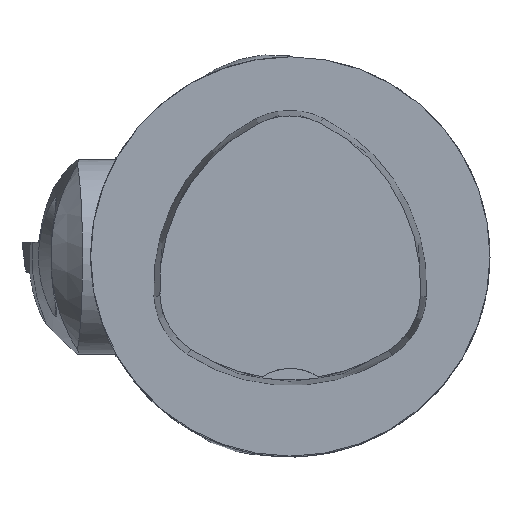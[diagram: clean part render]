
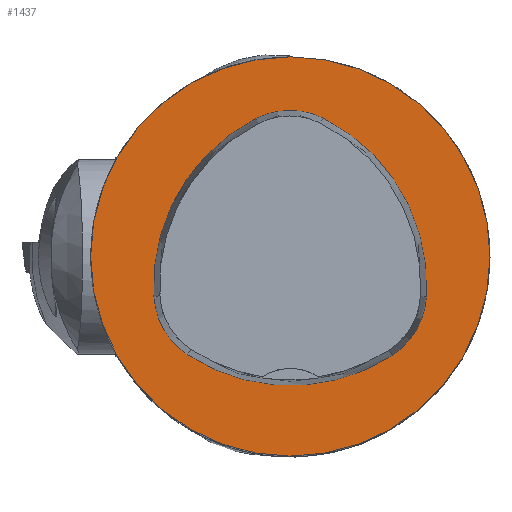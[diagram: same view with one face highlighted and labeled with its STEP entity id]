
A CAD part, top view. The second image highlights one B-rep face of the part: STEP entity #1437.
In plain terms, the highlighted planar face has unit normal (0, 0, 1).
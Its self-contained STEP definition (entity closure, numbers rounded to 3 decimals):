
#1052=PLANE('',#8363);
#1437=ADVANCED_FACE('',(#1917,#1918),#1052,.T.);
#1917=FACE_BOUND('',#2335,.T.);
#1918=FACE_BOUND('',#2336,.T.);
#2335=EDGE_LOOP('',(#5485,#5486,#5487,#5488,#5489,#5490));
#2336=EDGE_LOOP('',(#5491));
#5485=ORIENTED_EDGE('',*,*,#7491,.T.);
#5486=ORIENTED_EDGE('',*,*,#7471,.T.);
#5487=ORIENTED_EDGE('',*,*,#7475,.T.);
#5488=ORIENTED_EDGE('',*,*,#7478,.T.);
#5489=ORIENTED_EDGE('',*,*,#7481,.T.);
#5490=ORIENTED_EDGE('',*,*,#7489,.T.);
#5491=ORIENTED_EDGE('',*,*,#6578,.F.);
#5832=VERTEX_POINT('',#10698);
#6432=VERTEX_POINT('',#13355);
#6433=VERTEX_POINT('',#13356);
#6436=VERTEX_POINT('',#13364);
#6438=VERTEX_POINT('',#13370);
#6440=VERTEX_POINT('',#13376);
#6447=VERTEX_POINT('',#13397);
#6578=EDGE_CURVE('',#5832,#5832,#7641,.T.);
#7471=EDGE_CURVE('',#6432,#6433,#7787,.T.);
#7475=EDGE_CURVE('',#6433,#6436,#7789,.T.);
#7478=EDGE_CURVE('',#6436,#6438,#7791,.T.);
#7481=EDGE_CURVE('',#6438,#6440,#7793,.T.);
#7489=EDGE_CURVE('',#6440,#6447,#7797,.T.);
#7491=EDGE_CURVE('',#6447,#6432,#7799,.T.);
#7641=CIRCLE('',#7860,16.);
#7787=CIRCLE('',#8340,15.);
#7789=CIRCLE('',#8343,6.);
#7791=CIRCLE('',#8346,15.);
#7793=CIRCLE('',#8349,6.);
#7797=CIRCLE('',#8354,15.);
#7799=CIRCLE('',#8357,6.);
#7860=AXIS2_PLACEMENT_3D('',#10697,#8546,#8547);
#8340=AXIS2_PLACEMENT_3D('',#13354,#9983,#9984);
#8343=AXIS2_PLACEMENT_3D('',#13363,#9991,#9992);
#8346=AXIS2_PLACEMENT_3D('',#13369,#9998,#9999);
#8349=AXIS2_PLACEMENT_3D('',#13375,#10005,#10006);
#8354=AXIS2_PLACEMENT_3D('',#13398,#10017,#10018);
#8357=AXIS2_PLACEMENT_3D('',#13401,#10023,#10024);
#8363=AXIS2_PLACEMENT_3D('',#13407,#10035,#10036);
#8546=DIRECTION('',(0.,0.,-1.));
#8547=DIRECTION('',(-1.,0.,0.));
#9983=DIRECTION('',(0.,0.,-1.));
#9984=DIRECTION('',(-1.,0.,0.));
#9991=DIRECTION('',(0.,0.,-1.));
#9992=DIRECTION('',(-1.,0.,0.));
#9998=DIRECTION('',(0.,0.,-1.));
#9999=DIRECTION('',(-1.,0.,0.));
#10005=DIRECTION('',(0.,0.,-1.));
#10006=DIRECTION('',(-1.,0.,0.));
#10017=DIRECTION('',(0.,0.,-1.));
#10018=DIRECTION('',(-1.,0.,0.));
#10023=DIRECTION('',(0.,0.,-1.));
#10024=DIRECTION('',(-1.,0.,0.));
#10035=DIRECTION('',(0.,0.,1.));
#10036=DIRECTION('',(1.,0.,0.));
#10697=CARTESIAN_POINT('',(0.,0.,0.));
#10698=CARTESIAN_POINT('',(-16.,0.,0.));
#13354=CARTESIAN_POINT('',(4.048,-2.316,0.));
#13355=CARTESIAN_POINT('',(-10.926,-3.206,0.));
#13356=CARTESIAN_POINT('',(-2.774,11.043,0.));
#13363=CARTESIAN_POINT('',(-0.045,5.7,0.));
#13364=CARTESIAN_POINT('',(2.638,11.066,0.));
#13369=CARTESIAN_POINT('',(-4.07,-2.35,0.));
#13370=CARTESIAN_POINT('',(10.903,-3.249,0.));
#13375=CARTESIAN_POINT('',(4.914,-2.889,0.));
#13376=CARTESIAN_POINT('',(8.177,-7.924,0.));
#13397=CARTESIAN_POINT('',(-8.24,-7.859,0.));
#13398=CARTESIAN_POINT('',(0.019,4.663,0.));
#13401=CARTESIAN_POINT('',(-4.936,-2.85,0.));
#13407=CARTESIAN_POINT('',(0.,0.,0.));
